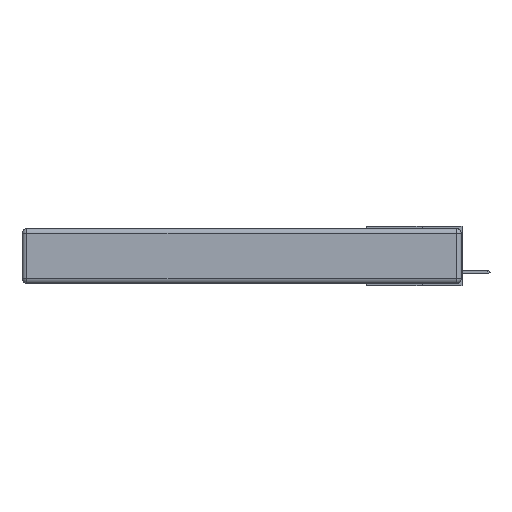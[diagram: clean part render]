
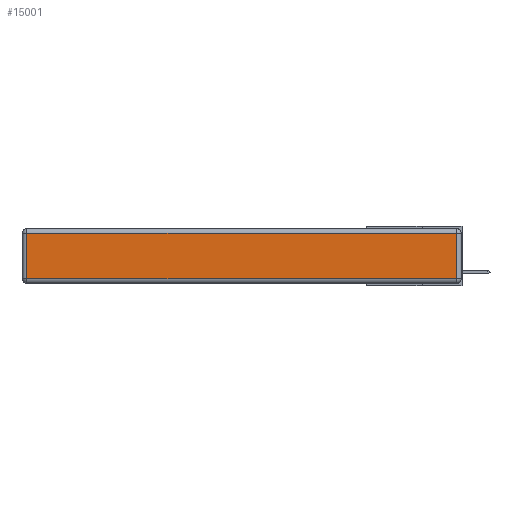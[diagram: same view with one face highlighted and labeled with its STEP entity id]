
A CAD part, left-side view. The second image highlights one B-rep face of the part: STEP entity #15001.
In plain terms, the highlighted planar face has unit normal (-1, 0, 0).
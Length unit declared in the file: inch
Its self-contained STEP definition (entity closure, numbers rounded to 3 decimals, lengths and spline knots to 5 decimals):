
#599 = EDGE_CURVE ( 'NONE', #4207, #16331, #9582, .T. ) ;
#1672 = EDGE_LOOP ( 'NONE', ( #3564, #7586, #10748, #10152 ) ) ;
#2704 = LINE ( 'NONE', #7244, #3718 ) ;
#3023 = DIRECTION ( 'NONE',  ( 0., 0., 1. ) ) ;
#3564 = ORIENTED_EDGE ( 'NONE', *, *, #5698, .T. ) ;
#3718 = VECTOR ( 'NONE', #9675, 39.37008 ) ;
#3755 = LINE ( 'NONE', #8978, #11749 ) ;
#3860 = EDGE_CURVE ( 'NONE', #9398, #4207, #12798, .T. ) ;
#4207 = VERTEX_POINT ( 'NONE', #12212 ) ;
#4963 = CARTESIAN_POINT ( 'NONE',  ( 0., 0.03, -0.313 ) ) ;
#5560 = DIRECTION ( 'NONE',  ( 0., 1., 0. ) ) ;
#5698 = EDGE_CURVE ( 'NONE', #14617, #9398, #3755, .T. ) ;
#6078 = VECTOR ( 'NONE', #5560, 39.37008 ) ;
#6852 = PLANE ( 'NONE',  #14083 ) ;
#7244 = CARTESIAN_POINT ( 'NONE',  ( 0., 2.72, -0.343 ) ) ;
#7586 = ORIENTED_EDGE ( 'NONE', *, *, #3860, .T. ) ;
#8102 = DIRECTION ( 'NONE',  ( 0., 0., 1. ) ) ;
#8978 = CARTESIAN_POINT ( 'NONE',  ( 0., 0., -0.313 ) ) ;
#9398 = VERTEX_POINT ( 'NONE', #4963 ) ;
#9582 = LINE ( 'NONE', #13387, #6078 ) ;
#9675 = DIRECTION ( 'NONE',  ( 0., 0., -1. ) ) ;
#10152 = ORIENTED_EDGE ( 'NONE', *, *, #12614, .T. ) ;
#10712 = CARTESIAN_POINT ( 'NONE',  ( 0., 0., -0.343 ) ) ;
#10748 = ORIENTED_EDGE ( 'NONE', *, *, #599, .T. ) ;
#10776 = VECTOR ( 'NONE', #3023, 39.37008 ) ;
#11042 = FACE_OUTER_BOUND ( 'NONE', #1672, .T. ) ;
#11247 = CARTESIAN_POINT ( 'NONE',  ( 0., 2.72, -0.313 ) ) ;
#11471 = DIRECTION ( 'NONE',  ( 0., -1., 0. ) ) ;
#11749 = VECTOR ( 'NONE', #11471, 39.37008 ) ;
#11908 = DIRECTION ( 'NONE',  ( -1., 0., 0. ) ) ;
#12212 = CARTESIAN_POINT ( 'NONE',  ( 0., 0.03, -0.03 ) ) ;
#12614 = EDGE_CURVE ( 'NONE', #16331, #14617, #2704, .T. ) ;
#12798 = LINE ( 'NONE', #14645, #10776 ) ;
#13387 = CARTESIAN_POINT ( 'NONE',  ( 0., 2.75, -0.03 ) ) ;
#14083 = AXIS2_PLACEMENT_3D ( 'NONE', #10712, #11908, #8102 ) ;
#14617 = VERTEX_POINT ( 'NONE', #11247 ) ;
#14645 = CARTESIAN_POINT ( 'NONE',  ( 0., 0.03, -0.343 ) ) ;
#15001 = ADVANCED_FACE ( 'NONE', ( #11042 ), #6852, .T. ) ;
#16331 = VERTEX_POINT ( 'NONE', #16377 ) ;
#16377 = CARTESIAN_POINT ( 'NONE',  ( 0., 2.72, -0.03 ) ) ;
